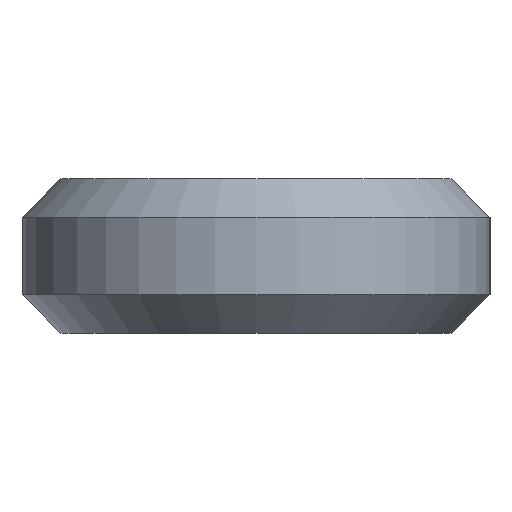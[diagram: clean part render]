
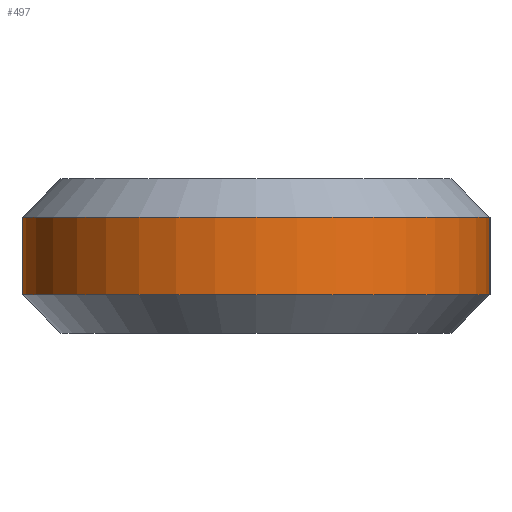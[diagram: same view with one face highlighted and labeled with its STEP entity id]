
A CAD part, left-side view. The second image highlights one B-rep face of the part: STEP entity #497.
In plain terms, the highlighted cylindrical face has radius 7.696 mm (diameter 15.392 mm), a partial arc.
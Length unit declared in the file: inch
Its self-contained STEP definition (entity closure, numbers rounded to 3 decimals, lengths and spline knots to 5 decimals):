
#22=CYLINDRICAL_SURFACE('',#561,0.303);
#28=CIRCLE('',#524,0.303);
#44=CIRCLE('',#560,0.303);
#77=FACE_OUTER_BOUND('',#111,.T.);
#111=EDGE_LOOP('',(#433,#434,#435,#436));
#127=LINE('',#750,#175);
#162=LINE('',#848,#210);
#175=VECTOR('',#601,0.3937);
#210=VECTOR('',#704,0.3937);
#216=VERTEX_POINT('',#724);
#219=VERTEX_POINT('',#734);
#223=VERTEX_POINT('',#749);
#252=VERTEX_POINT('',#842);
#264=EDGE_CURVE('',#219,#216,#28,.T.);
#268=EDGE_CURVE('',#223,#216,#127,.T.);
#317=EDGE_CURVE('',#223,#252,#44,.T.);
#318=EDGE_CURVE('',#252,#219,#162,.T.);
#433=ORIENTED_EDGE('',*,*,#264,.F.);
#434=ORIENTED_EDGE('',*,*,#318,.F.);
#435=ORIENTED_EDGE('',*,*,#317,.F.);
#436=ORIENTED_EDGE('',*,*,#268,.T.);
#497=ADVANCED_FACE('',(#77),#22,.T.);
#524=AXIS2_PLACEMENT_3D('',#741,#591,#592);
#560=AXIS2_PLACEMENT_3D('',#846,#700,#701);
#561=AXIS2_PLACEMENT_3D('',#847,#702,#703);
#591=DIRECTION('center_axis',(0.,0.,1.));
#592=DIRECTION('ref_axis',(-1.,0.,0.));
#601=DIRECTION('',(0.,0.,1.));
#700=DIRECTION('center_axis',(0.,0.,-1.));
#701=DIRECTION('ref_axis',(-1.,0.,0.));
#702=DIRECTION('center_axis',(0.,0.,1.));
#703=DIRECTION('ref_axis',(-1.,0.,0.));
#704=DIRECTION('',(0.,0.,1.));
#724=CARTESIAN_POINT('',(2.,5.271,0.15));
#734=CARTESIAN_POINT('',(2.,5.877,0.15));
#741=CARTESIAN_POINT('Origin',(2.,5.574,0.15));
#749=CARTESIAN_POINT('',(2.,5.271,0.05));
#750=CARTESIAN_POINT('',(2.,5.271,0.));
#842=CARTESIAN_POINT('',(2.,5.877,0.05));
#846=CARTESIAN_POINT('Origin',(2.,5.574,0.05));
#847=CARTESIAN_POINT('Origin',(2.,5.574,0.));
#848=CARTESIAN_POINT('',(2.,5.877,0.));
